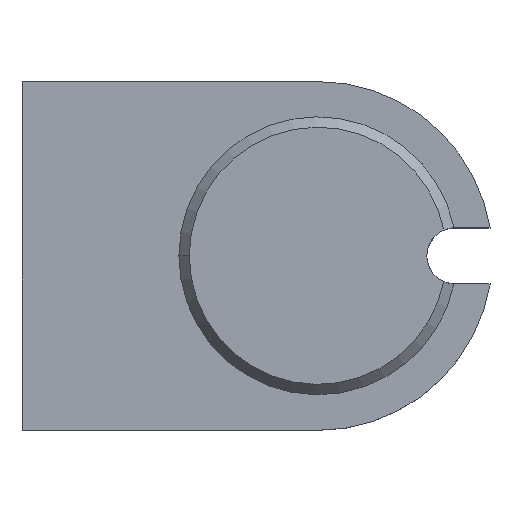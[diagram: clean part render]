
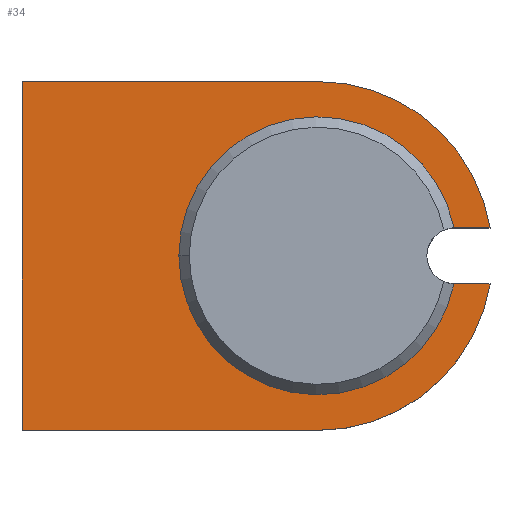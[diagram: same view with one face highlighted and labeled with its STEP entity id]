
A CAD part, top view. The second image highlights one B-rep face of the part: STEP entity #34.
In plain terms, the highlighted planar face has unit normal (0, 0, 1).
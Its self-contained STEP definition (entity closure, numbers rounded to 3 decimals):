
#2 = DIRECTION ( 'NONE',  ( -1., 0., 0. ) ) ;
#4 = DIRECTION ( 'NONE',  ( 0., 0., -1. ) ) ;
#10 = CARTESIAN_POINT ( 'NONE',  ( 65.5, 19.8, 4.2 ) ) ;
#19 = AXIS2_PLACEMENT_3D ( 'NONE', #112, #193, #109 ) ;
#24 = VERTEX_POINT ( 'NONE', #481 ) ;
#25 = DIRECTION ( 'NONE',  ( 0., 0., 1. ) ) ;
#32 = DIRECTION ( 'NONE',  ( 0., 0., -1. ) ) ;
#34 = ADVANCED_FACE ( 'NONE', ( #399 ), #439, .F. ) ;
#36 = VECTOR ( 'NONE', #78, 1000. ) ;
#53 = LINE ( 'NONE', #296, #58 ) ;
#58 = VECTOR ( 'NONE', #89, 1000. ) ;
#62 = CARTESIAN_POINT ( 'NONE',  ( 68.264, 17.45, 4.2 ) ) ;
#78 = DIRECTION ( 'NONE',  ( 1., 0., 0. ) ) ;
#81 = CARTESIAN_POINT ( 'NONE',  ( 67.7, 17., 4.2 ) ) ;
#86 = EDGE_CURVE ( 'NONE', #338, #354, #350, .T. ) ;
#88 = ORIENTED_EDGE ( 'NONE', *, *, #154, .T. ) ;
#89 = DIRECTION ( 'NONE',  ( 0., -1., 0. ) ) ;
#90 = VERTEX_POINT ( 'NONE', #273 ) ;
#93 = DIRECTION ( 'NONE',  ( -1., 0., 0. ) ) ;
#96 = DIRECTION ( 'NONE',  ( 0., 0., 1. ) ) ;
#107 = EDGE_CURVE ( 'NONE', #347, #461, #310, .T. ) ;
#109 = DIRECTION ( 'NONE',  ( -1., 0., 0. ) ) ;
#112 = CARTESIAN_POINT ( 'NONE',  ( 65.5, 17., 4.2 ) ) ;
#123 = CARTESIAN_POINT ( 'NONE',  ( 65.5, 14.2, 4.2 ) ) ;
#124 = AXIS2_PLACEMENT_3D ( 'NONE', #177, #96, #93 ) ;
#132 = CIRCLE ( 'NONE', #360, 0.45 ) ;
#135 = DIRECTION ( 'NONE',  ( 1., 0., 0. ) ) ;
#142 = CARTESIAN_POINT ( 'NONE',  ( 60.75, 19.8, 4.2 ) ) ;
#154 = EDGE_CURVE ( 'NONE', #354, #303, #132, .T. ) ;
#155 = CARTESIAN_POINT ( 'NONE',  ( 65.5, 17., 4.2 ) ) ;
#171 = AXIS2_PLACEMENT_3D ( 'NONE', #317, #32, #280 ) ;
#172 = CARTESIAN_POINT ( 'NONE',  ( 67.7, 16.55, 4.2 ) ) ;
#175 = CARTESIAN_POINT ( 'NONE',  ( 67.556, 16.574, 4.2 ) ) ;
#177 = CARTESIAN_POINT ( 'NONE',  ( 65.5, 17., 4.2 ) ) ;
#182 = EDGE_LOOP ( 'NONE', ( #258, #207, #88, #224, #471, #227, #375, #499, #311, #276 ) ) ;
#193 = DIRECTION ( 'NONE',  ( 0., 0., -1. ) ) ;
#204 = EDGE_CURVE ( 'NONE', #304, #24, #406, .T. ) ;
#205 = CARTESIAN_POINT ( 'NONE',  ( 65.5, 17.45, 4.2 ) ) ;
#206 = CARTESIAN_POINT ( 'NONE',  ( 68.264, 16.55, 4.2 ) ) ;
#207 = ORIENTED_EDGE ( 'NONE', *, *, #86, .T. ) ;
#210 = VECTOR ( 'NONE', #418, 1000. ) ;
#224 = ORIENTED_EDGE ( 'NONE', *, *, #388, .F. ) ;
#227 = ORIENTED_EDGE ( 'NONE', *, *, #295, .T. ) ;
#234 = CARTESIAN_POINT ( 'NONE',  ( 65.5, 16.55, 4.2 ) ) ;
#238 = VECTOR ( 'NONE', #397, 1000. ) ;
#255 = EDGE_CURVE ( 'NONE', #292, #90, #369, .T. ) ;
#256 = DIRECTION ( 'NONE',  ( 1., 0., 0. ) ) ;
#257 = VECTOR ( 'NONE', #256, 1000. ) ;
#258 = ORIENTED_EDGE ( 'NONE', *, *, #271, .T. ) ;
#271 = EDGE_CURVE ( 'NONE', #24, #338, #343, .T. ) ;
#273 = CARTESIAN_POINT ( 'NONE',  ( 60.75, 19.8, 4.2 ) ) ;
#276 = ORIENTED_EDGE ( 'NONE', *, *, #204, .T. ) ;
#280 = DIRECTION ( 'NONE',  ( -1., 0., 0. ) ) ;
#292 = VERTEX_POINT ( 'NONE', #10 ) ;
#295 = EDGE_CURVE ( 'NONE', #461, #420, #466, .T. ) ;
#296 = CARTESIAN_POINT ( 'NONE',  ( 60.75, 14.2, 4.2 ) ) ;
#303 = VERTEX_POINT ( 'NONE', #175 ) ;
#304 = VERTEX_POINT ( 'NONE', #374 ) ;
#310 = CIRCLE ( 'NONE', #171, 0.45 ) ;
#311 = ORIENTED_EDGE ( 'NONE', *, *, #404, .T. ) ;
#317 = CARTESIAN_POINT ( 'NONE',  ( 67.7, 17., 4.2 ) ) ;
#338 = VERTEX_POINT ( 'NONE', #206 ) ;
#343 = CIRCLE ( 'NONE', #124, 2.8 ) ;
#347 = VERTEX_POINT ( 'NONE', #372 ) ;
#350 = LINE ( 'NONE', #234, #238 ) ;
#354 = VERTEX_POINT ( 'NONE', #172 ) ;
#355 = CARTESIAN_POINT ( 'NONE',  ( 67.7, 17.45, 4.2 ) ) ;
#360 = AXIS2_PLACEMENT_3D ( 'NONE', #81, #4, #2 ) ;
#369 = LINE ( 'NONE', #142, #210 ) ;
#372 = CARTESIAN_POINT ( 'NONE',  ( 67.556, 17.426, 4.2 ) ) ;
#374 = CARTESIAN_POINT ( 'NONE',  ( 60.75, 14.2, 4.2 ) ) ;
#375 = ORIENTED_EDGE ( 'NONE', *, *, #505, .T. ) ;
#388 = EDGE_CURVE ( 'NONE', #347, #303, #520, .T. ) ;
#397 = DIRECTION ( 'NONE',  ( -1., 0., 0. ) ) ;
#399 = FACE_OUTER_BOUND ( 'NONE', #182, .T. ) ;
#401 = CIRCLE ( 'NONE', #480, 2.8 ) ;
#404 = EDGE_CURVE ( 'NONE', #90, #304, #53, .T. ) ;
#406 = LINE ( 'NONE', #123, #36 ) ;
#418 = DIRECTION ( 'NONE',  ( -1., 0., 0. ) ) ;
#420 = VERTEX_POINT ( 'NONE', #62 ) ;
#421 = DIRECTION ( 'NONE',  ( 0., 0., 1. ) ) ;
#439 = PLANE ( 'NONE',  #19 ) ;
#461 = VERTEX_POINT ( 'NONE', #355 ) ;
#463 = AXIS2_PLACEMENT_3D ( 'NONE', #496, #421, #135 ) ;
#466 = LINE ( 'NONE', #205, #257 ) ;
#471 = ORIENTED_EDGE ( 'NONE', *, *, #107, .T. ) ;
#479 = DIRECTION ( 'NONE',  ( -1., 0., 0. ) ) ;
#480 = AXIS2_PLACEMENT_3D ( 'NONE', #155, #25, #479 ) ;
#481 = CARTESIAN_POINT ( 'NONE',  ( 65.5, 14.2, 4.2 ) ) ;
#496 = CARTESIAN_POINT ( 'NONE',  ( 65.5, 17., 4.2 ) ) ;
#499 = ORIENTED_EDGE ( 'NONE', *, *, #255, .T. ) ;
#505 = EDGE_CURVE ( 'NONE', #420, #292, #401, .T. ) ;
#520 = CIRCLE ( 'NONE', #463, 2.1 ) ;
